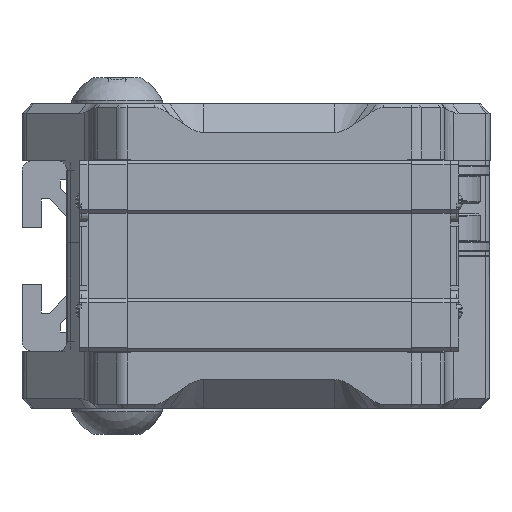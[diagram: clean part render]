
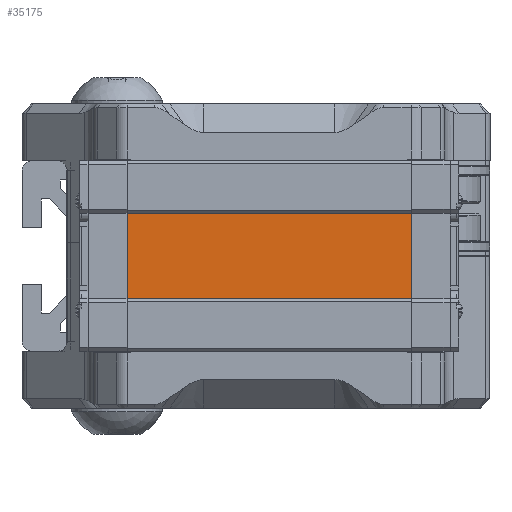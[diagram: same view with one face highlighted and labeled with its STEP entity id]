
A CAD part, left-side view. The second image highlights one B-rep face of the part: STEP entity #35175.
In plain terms, the highlighted planar face has unit normal (-1, 0, 0).
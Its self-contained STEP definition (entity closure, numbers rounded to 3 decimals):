
#1422=PLANE('',#38391);
#3257=FACE_OUTER_BOUND('',#5311,.T.);
#5311=EDGE_LOOP('',(#28728,#28729,#28730,#28731));
#9948=LINE('',#59431,#12987);
#9949=LINE('',#59433,#12988);
#9950=LINE('',#59435,#12989);
#9951=LINE('',#59436,#12990);
#12987=VECTOR('',#45731,29.9);
#12988=VECTOR('',#45732,9.);
#12989=VECTOR('',#45733,29.9);
#12990=VECTOR('',#45734,9.);
#16275=VERTEX_POINT('',#59429);
#16276=VERTEX_POINT('',#59430);
#16277=VERTEX_POINT('',#59432);
#16278=VERTEX_POINT('',#59434);
#20684=EDGE_CURVE('',#16275,#16276,#9948,.T.);
#20685=EDGE_CURVE('',#16276,#16277,#9949,.T.);
#20686=EDGE_CURVE('',#16278,#16277,#9950,.T.);
#20687=EDGE_CURVE('',#16275,#16278,#9951,.T.);
#28728=ORIENTED_EDGE('',*,*,#20684,.T.);
#28729=ORIENTED_EDGE('',*,*,#20685,.T.);
#28730=ORIENTED_EDGE('',*,*,#20686,.F.);
#28731=ORIENTED_EDGE('',*,*,#20687,.F.);
#35175=ADVANCED_FACE('',(#3257),#1422,.F.);
#38391=AXIS2_PLACEMENT_3D('',#59428,#45729,#45730);
#45729=DIRECTION('center_axis',(1.,0.,0.));
#45730=DIRECTION('ref_axis',(0.,1.,0.));
#45731=DIRECTION('',(0.,-1.,0.));
#45732=DIRECTION('',(0.,0.,1.));
#45733=DIRECTION('',(0.,-1.,0.));
#45734=DIRECTION('',(0.,0.,1.));
#59428=CARTESIAN_POINT('Origin',(148.968,219.998,-180.957));
#59429=CARTESIAN_POINT('',(148.968,219.998,-185.457));
#59430=CARTESIAN_POINT('',(148.968,190.098,-185.457));
#59431=CARTESIAN_POINT('',(148.968,219.998,-185.457));
#59432=CARTESIAN_POINT('',(148.968,190.098,-176.457));
#59433=CARTESIAN_POINT('',(148.968,190.098,-185.457));
#59434=CARTESIAN_POINT('',(148.968,219.998,-176.457));
#59435=CARTESIAN_POINT('',(148.968,219.998,-176.457));
#59436=CARTESIAN_POINT('',(148.968,219.998,-185.457));
